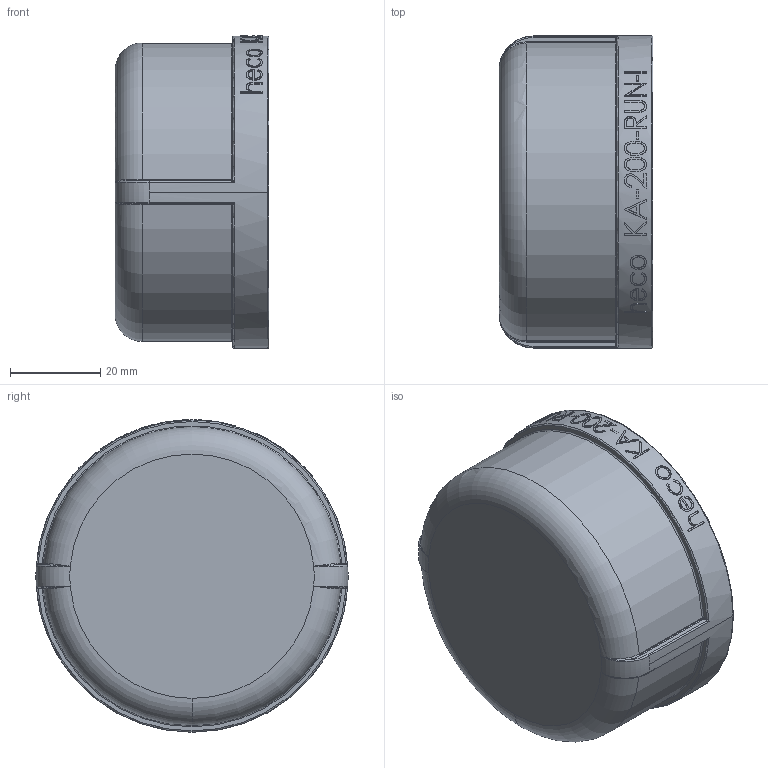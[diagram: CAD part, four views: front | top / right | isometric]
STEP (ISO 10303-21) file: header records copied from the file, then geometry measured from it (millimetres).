
FILE_DESCRIPTION (( 'STEP AP214' ), '1' );
FILE_NAME ('heco_KA-200-RUN-I.STEP', '2016-09-14T07:50:02', ( '' ), ( '' ), 'SwSTEP 2.0', 'SolidWorks 2016', '' );
FILE_SCHEMA (( 'AUTOMOTIVE_DESIGN' ));
Length unit declared in the file: millimetre
Products named in the file (1): heco_KA-200-RUN-I
Bounding box: 34 x 69 x 69.1 mm (x, y, z)
Volume: 37297.1 mm3; surface area: 19735.9 mm2
Topology: 1 solids, 1 shells, 262 faces, 672 edges, 428 vertices
Faces by surface type: bspline 111, plane 74, cylinder 50, torus 15, sphere 8, cone 4
Entity records: 24448 total; most frequent: CARTESIAN_POINT 17106, ORIENTED_EDGE 1328, DIRECTION 767, EDGE_CURVE 664, VERTEX_POINT 428, B_SPLINE_CURVE_WITH_KNOTS 362, AXIS2_PLACEMENT_3D 313, EDGE_LOOP 286
